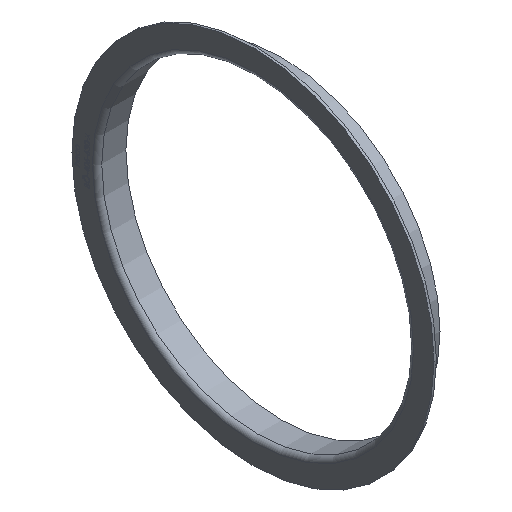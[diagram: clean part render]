
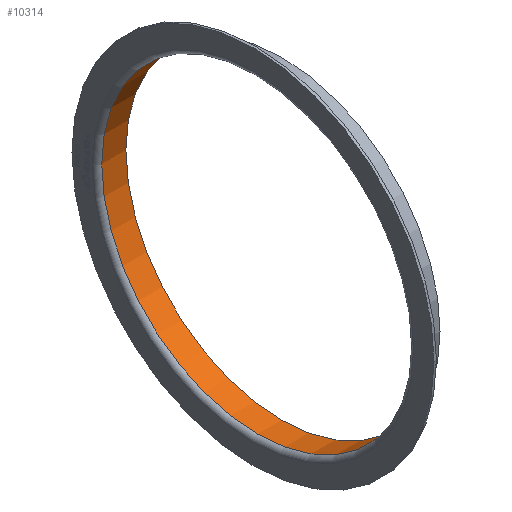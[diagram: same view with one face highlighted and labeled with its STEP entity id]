
A CAD part, isometric view. The second image highlights one B-rep face of the part: STEP entity #10314.
In plain terms, the highlighted cylindrical face has radius 200.2 mm (diameter 400.4 mm), a full revolution.
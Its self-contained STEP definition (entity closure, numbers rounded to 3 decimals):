
#908 = ORIENTED_EDGE ( 'NONE', *, *, #13406, .T. ) ;
#1160 = CARTESIAN_POINT ( 'NONE',  ( 37., 0., 200.2 ) ) ;
#1237 = DIRECTION ( 'NONE',  ( -1., 0., 0. ) ) ;
#2524 = AXIS2_PLACEMENT_3D ( 'NONE', #14140, #1237, #5788 ) ;
#2592 = DIRECTION ( 'NONE',  ( -1., 0., 0. ) ) ;
#3271 = DIRECTION ( 'NONE',  ( 0., 0., -1. ) ) ;
#3353 = CARTESIAN_POINT ( 'NONE',  ( 6., 0., 0. ) ) ;
#3448 = CYLINDRICAL_SURFACE ( 'NONE', #2524, 200.2 ) ;
#4475 = CIRCLE ( 'NONE', #15272, 200.2 ) ;
#4562 = CARTESIAN_POINT ( 'NONE',  ( 6., 0., -200.2 ) ) ;
#4837 = FACE_OUTER_BOUND ( 'NONE', #6011, .T. ) ;
#5513 = EDGE_LOOP ( 'NONE', ( #908 ) ) ;
#5788 = DIRECTION ( 'NONE',  ( 0., 0., 1. ) ) ;
#6011 = EDGE_LOOP ( 'NONE', ( #9501 ) ) ;
#6088 = AXIS2_PLACEMENT_3D ( 'NONE', #3353, #12895, #3271 ) ;
#6402 = EDGE_CURVE ( 'NONE', #11916, #11916, #4475, .T. ) ;
#6841 = CIRCLE ( 'NONE', #6088, 200.2 ) ;
#7482 = CARTESIAN_POINT ( 'NONE',  ( 37., 0., 0. ) ) ;
#9501 = ORIENTED_EDGE ( 'NONE', *, *, #6402, .F. ) ;
#10159 = FACE_OUTER_BOUND ( 'NONE', #5513, .T. ) ;
#10314 = ADVANCED_FACE ( 'NONE', ( #10159, #4837 ), #3448, .F. ) ;
#10885 = DIRECTION ( 'NONE',  ( 0., 0., 1. ) ) ;
#11916 = VERTEX_POINT ( 'NONE', #1160 ) ;
#12895 = DIRECTION ( 'NONE',  ( -1., 0., 0. ) ) ;
#13406 = EDGE_CURVE ( 'NONE', #14295, #14295, #6841, .T. ) ;
#14140 = CARTESIAN_POINT ( 'NONE',  ( 0., 0., 0. ) ) ;
#14295 = VERTEX_POINT ( 'NONE', #4562 ) ;
#15272 = AXIS2_PLACEMENT_3D ( 'NONE', #7482, #2592, #10885 ) ;
